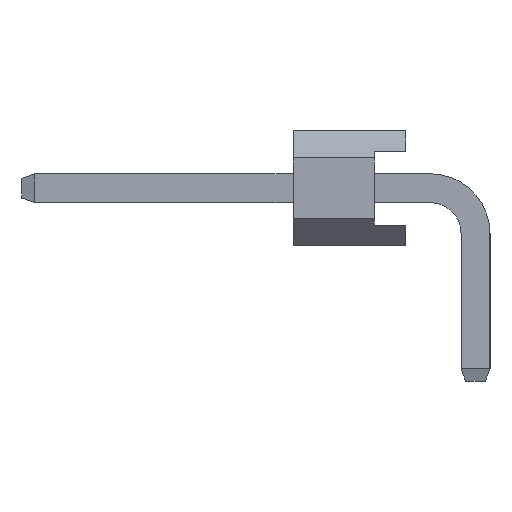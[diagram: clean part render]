
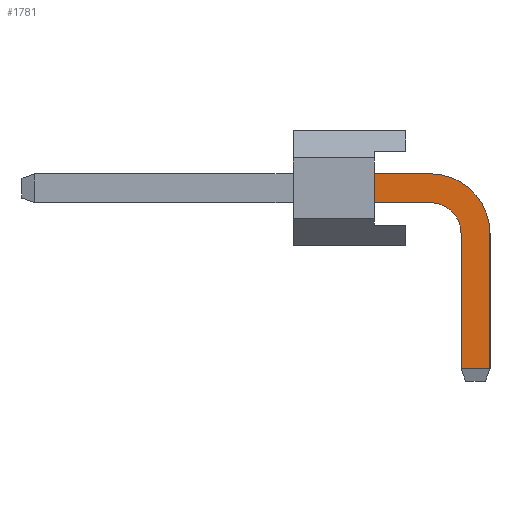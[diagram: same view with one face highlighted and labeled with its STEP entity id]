
A CAD part, left-side view. The second image highlights one B-rep face of the part: STEP entity #1781.
In plain terms, the highlighted planar face has unit normal (-1, 0, 0).
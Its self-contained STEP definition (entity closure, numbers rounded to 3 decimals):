
#1781=ADVANCED_FACE('',(#4937),#4939,.T.);
#4937=FACE_BOUND('',#4938,.T.);
#4938=EDGE_LOOP('',(#7497,#7498,#7499,#7500,#7501,#7502,#7503,#7504));
#4939=PLANE('',#4940);
#4940=AXIS2_PLACEMENT_3D('',#4941,#4942,#4943);
#4941=CARTESIAN_POINT('',(-0.32,0.32,-3.));
#4942=DIRECTION('',(-1.,0.,0.));
#4943=DIRECTION('',(0.,-1.,0.));
#7497=ORIENTED_EDGE('',*,*,#9023,.T.);
#7498=ORIENTED_EDGE('',*,*,#9024,.T.);
#7499=ORIENTED_EDGE('',*,*,#9025,.T.);
#7500=ORIENTED_EDGE('',*,*,#9026,.T.);
#7501=ORIENTED_EDGE('',*,*,#8529,.T.);
#7502=ORIENTED_EDGE('',*,*,#9027,.F.);
#7503=ORIENTED_EDGE('',*,*,#9028,.F.);
#7504=ORIENTED_EDGE('',*,*,#9029,.F.);
#8529=EDGE_CURVE('',#9759,#9760,#9761,.T.);
#9023=EDGE_CURVE('',#10533,#10534,#10535,.T.);
#9024=EDGE_CURVE('',#10534,#10536,#10537,.T.);
#9025=EDGE_CURVE('',#10536,#10538,#10539,.T.);
#9026=EDGE_CURVE('',#10538,#9759,#10540,.T.);
#9027=EDGE_CURVE('',#10541,#9760,#10542,.T.);
#9028=EDGE_CURVE('',#10543,#10541,#10544,.T.);
#9029=EDGE_CURVE('',#10533,#10543,#10545,.T.);
#9759=VERTEX_POINT('',#11857);
#9760=VERTEX_POINT('',#11858);
#9761=LINE('',#11859,#11860);
#10533=VERTEX_POINT('',#13663);
#10534=VERTEX_POINT('',#13664);
#10535=LINE('',#13665,#13666);
#10536=VERTEX_POINT('',#13668);
#10537=LINE('',#13669,#13670);
#10538=VERTEX_POINT('',#13672);
#10539=CIRCLE('',#13673,1.32);
#10540=LINE('',#13677,#13678);
#10541=VERTEX_POINT('',#13680);
#10542=LINE('',#13681,#13682);
#10543=VERTEX_POINT('',#13684);
#10544=CIRCLE('',#13685,0.68);
#10545=LINE('',#13689,#13690);
#11857=CARTESIAN_POINT('',(-0.32,2.24,1.59));
#11858=CARTESIAN_POINT('',(-0.32,2.24,0.95));
#11859=CARTESIAN_POINT('',(-0.32,2.24,1.59));
#11860=VECTOR('',#11861,1.);
#11861=DIRECTION('',(0.,0.,-1.));
#13663=CARTESIAN_POINT('',(-0.32,0.32,-2.725));
#13664=CARTESIAN_POINT('',(-0.32,-0.32,-2.725));
#13665=CARTESIAN_POINT('',(-0.32,0.32,-2.725));
#13666=VECTOR('',#13667,1.);
#13667=DIRECTION('',(0.,-1.,0.));
#13668=CARTESIAN_POINT('',(-0.32,-0.32,0.27));
#13669=CARTESIAN_POINT('',(-0.32,-0.32,-2.725));
#13670=VECTOR('',#13671,1.);
#13671=DIRECTION('',(0.,0.,1.));
#13672=CARTESIAN_POINT('',(-0.32,1.,1.59));
#13673=AXIS2_PLACEMENT_3D('',#13674,#13675,#13676);
#13674=CARTESIAN_POINT('',(-0.32,1.,0.27));
#13675=DIRECTION('',(-1.,-0.,0.));
#13676=DIRECTION('',(0.,-1.,0.));
#13677=CARTESIAN_POINT('',(-0.32,1.,1.59));
#13678=VECTOR('',#13679,1.);
#13679=DIRECTION('',(0.,1.,0.));
#13680=CARTESIAN_POINT('',(-0.32,1.,0.95));
#13681=CARTESIAN_POINT('',(-0.32,1.,0.95));
#13682=VECTOR('',#13683,1.);
#13683=DIRECTION('',(0.,1.,0.));
#13684=CARTESIAN_POINT('',(-0.32,0.32,0.27));
#13685=AXIS2_PLACEMENT_3D('',#13686,#13687,#13688);
#13686=CARTESIAN_POINT('',(-0.32,1.,0.27));
#13687=DIRECTION('',(-1.,-0.,0.));
#13688=DIRECTION('',(0.,-1.,0.));
#13689=CARTESIAN_POINT('',(-0.32,0.32,-2.725));
#13690=VECTOR('',#13691,1.);
#13691=DIRECTION('',(0.,0.,1.));
